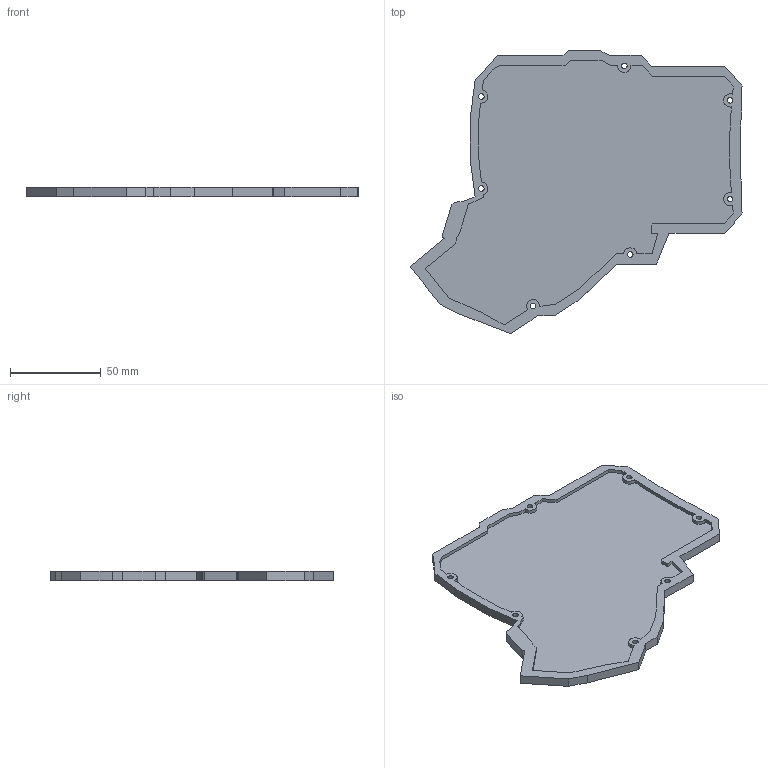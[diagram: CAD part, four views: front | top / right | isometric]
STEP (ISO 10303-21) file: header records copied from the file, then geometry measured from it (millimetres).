
FILE_DESCRIPTION(('Open CASCADE Model'),'2;1');
FILE_NAME('Open CASCADE Shape Model','2023-01-07T09:51:48',('Author'),( 'Open CASCADE'),'Open CASCADE STEP processor 7.6','Open CASCADE 7.6' ,'Unknown');
FILE_SCHEMA(('AUTOMOTIVE_DESIGN { 1 0 10303 214 1 1 1 1 }'));
Length unit declared in the file: millimetre
Products named in the file (1): Open CASCADE STEP translator 7.6 2
Bounding box: 182.71 x 155.93 x 5 mm (x, y, z)
Volume: 63317.5 mm3; surface area: 42580.2 mm2
Topology: 1 solids, 1 shells, 128 faces, 354 edges, 236 vertices
Faces by surface type: plane 107, cylinder 21
Full cylindrical faces by diameter (mm): 3.05 x7, 4 x7
Entity records: 8701 total; most frequent: CARTESIAN_POINT 1469, DIRECTION 1355, LINE 978, VECTOR 978, ORIENTED_EDGE 708, PCURVE 708, DEFINITIONAL_REPRESENTATION 708, EDGE_CURVE 354
